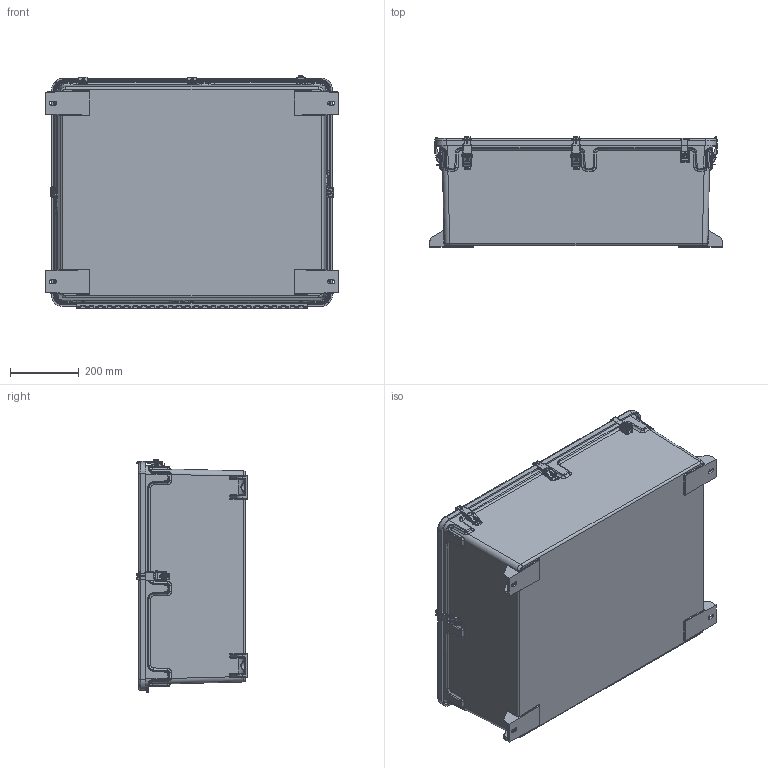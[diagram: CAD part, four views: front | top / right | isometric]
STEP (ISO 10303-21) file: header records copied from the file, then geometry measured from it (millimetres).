
FILE_DESCRIPTION (( 'STEP AP214' ), '1' );
FILE_NAME ('M3024HPLSL.STEP', '2020-10-06T16:27:19', ( '' ), ( '' ), 'SwSTEP 2.0', 'SolidWorks 2019', '' );
FILE_SCHEMA (( 'AUTOMOTIVE_DESIGN' ));
Length unit declared in the file: inch
Products named in the file (1): M3024HPLSL
Bounding box: 852.32 x 321.49 x 679.81 mm (x, y, z)
Volume: 10018596.7 mm3; surface area: 4123732.3 mm2
Topology: 44 solids, 44 shells, 5000 faces, 12700 edges, 7858 vertices
Faces by surface type: plane 1838, bspline 1626, cylinder 1445, cone 91
Full cylindrical faces by diameter (mm): 2.337 x1, 2.489 x2, 2.54 x6, 3.048 x28, 3.175 x26, 3.429 x36, 4.699 x6, 4.762 x3, 4.763 x3, 4.953 x12, 4.978 x12, 7.62 x8, 7.849 x4, 9.068 x6, 9.525 x10, 12.7 x4, 13.31 x1, 13.589 x1, 15.088 x1
Entity records: 211198 total; most frequent: CARTESIAN_POINT 103202, ORIENTED_EDGE 24634, DIRECTION 18187, EDGE_CURVE 12317, VERTEX_POINT 7804, VECTOR 6155, LINE 6155, AXIS2_PLACEMENT_3D 6016
